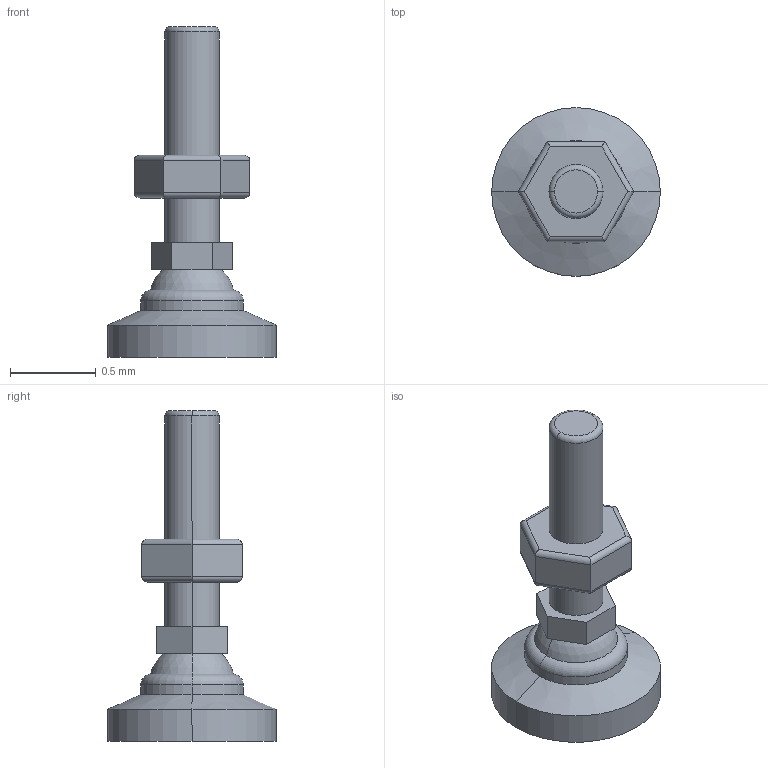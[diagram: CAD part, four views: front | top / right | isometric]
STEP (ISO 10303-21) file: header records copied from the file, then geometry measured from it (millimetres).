
FILE_DESCRIPTION((''),'2;1');
FILE_NAME('13FF8128.stp','2015-07-15T08:48:15',(''),(''),'Mechanical Desktop 2011','Mechanical Desktop 2011',', , ');
FILE_SCHEMA(('CONFIG_CONTROL_DESIGN'));
Length unit declared in the file: millimetre
Products named in the file (1): Product
Bounding box: 0.98 x 0.98 x 1.93 mm (x, y, z)
Volume: 0.4 mm3; surface area: 5.1 mm2
Topology: 2 solids, 2 shells, 46 faces, 99 edges, 59 vertices
Faces by surface type: cylinder 20, plane 18, torus 4, cone 2, sphere 2
Entity records: 1333 total; most frequent: DIRECTION 234, CARTESIAN_POINT 205, ORIENTED_EDGE 198, EDGE_CURVE 99, AXIS2_PLACEMENT_3D 88, VERTEX_POINT 59, VECTOR 58, LINE 58
